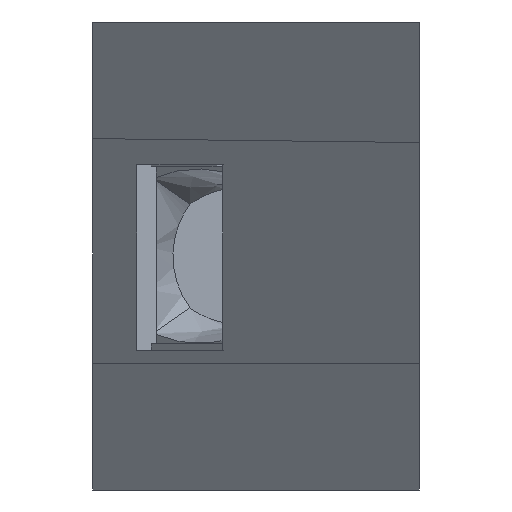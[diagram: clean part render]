
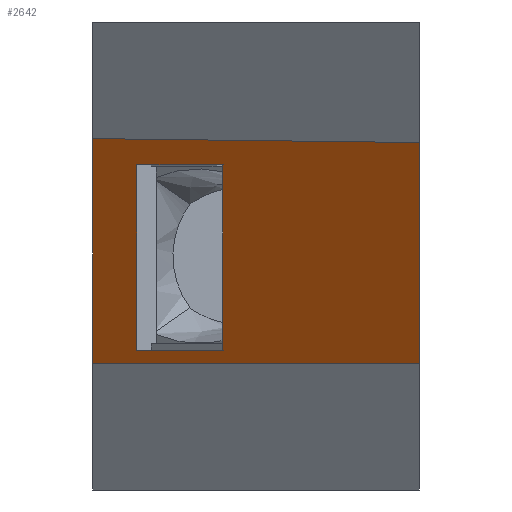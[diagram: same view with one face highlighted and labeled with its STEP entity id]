
A CAD part, left-side view. The second image highlights one B-rep face of the part: STEP entity #2642.
In plain terms, the highlighted planar face has unit normal (-0.707, 0.707, 0).
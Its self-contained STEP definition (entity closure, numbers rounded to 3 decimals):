
#60=FACE_BOUND('',#335,.T.);
#197=FACE_OUTER_BOUND('',#334,.T.);
#334=EDGE_LOOP('',(#2291,#2292,#2293,#2294));
#335=EDGE_LOOP('',(#2295,#2296,#2297,#2298));
#481=LINE('',#3392,#738);
#520=LINE('',#4059,#777);
#523=LINE('',#4066,#780);
#527=LINE('',#4072,#784);
#530=LINE('',#4077,#787);
#665=LINE('',#5797,#922);
#666=LINE('',#5800,#923);
#667=LINE('',#5801,#924);
#738=VECTOR('',#2837,10.);
#777=VECTOR('',#2910,10.);
#780=VECTOR('',#2915,10.);
#784=VECTOR('',#2921,10.);
#787=VECTOR('',#2926,10.);
#922=VECTOR('',#3243,10.);
#923=VECTOR('',#3246,10.);
#924=VECTOR('',#3247,1000.);
#996=VERTEX_POINT('',#3389);
#997=VERTEX_POINT('',#3391);
#1060=VERTEX_POINT('',#4056);
#1061=VERTEX_POINT('',#4058);
#1063=VERTEX_POINT('',#4064);
#1064=VERTEX_POINT('',#4065);
#1209=VERTEX_POINT('',#5795);
#1210=VERTEX_POINT('',#5799);
#1261=EDGE_CURVE('',#996,#997,#481,.T.);
#1339=EDGE_CURVE('',#1061,#1060,#520,.T.);
#1342=EDGE_CURVE('',#1063,#1064,#523,.T.);
#1346=EDGE_CURVE('',#1064,#1061,#527,.T.);
#1349=EDGE_CURVE('',#1060,#1063,#530,.T.);
#1583=EDGE_CURVE('',#997,#1209,#665,.T.);
#1584=EDGE_CURVE('',#1209,#1210,#666,.T.);
#1585=EDGE_CURVE('',#1210,#996,#667,.T.);
#2291=ORIENTED_EDGE('',*,*,#1584,.F.);
#2292=ORIENTED_EDGE('',*,*,#1583,.F.);
#2293=ORIENTED_EDGE('',*,*,#1261,.F.);
#2294=ORIENTED_EDGE('',*,*,#1585,.F.);
#2295=ORIENTED_EDGE('',*,*,#1346,.T.);
#2296=ORIENTED_EDGE('',*,*,#1339,.T.);
#2297=ORIENTED_EDGE('',*,*,#1349,.T.);
#2298=ORIENTED_EDGE('',*,*,#1342,.T.);
#2508=PLANE('',#2797);
#2642=ADVANCED_FACE('',(#197,#60),#2508,.T.);
#2797=AXIS2_PLACEMENT_3D('',#5798,#3244,#3245);
#2837=DIRECTION('',(-0.707,-0.707,-0.009));
#2910=DIRECTION('',(-0.707,-0.707,0.));
#2915=DIRECTION('',(0.707,0.707,0.));
#2921=DIRECTION('',(0.,0.,1.));
#2926=DIRECTION('',(0.,0.,-1.));
#3243=DIRECTION('',(0.,0.,-1.));
#3244=DIRECTION('center_axis',(-0.707,0.707,0.));
#3245=DIRECTION('ref_axis',(-0.707,-0.707,0.));
#3246=DIRECTION('',(0.707,0.707,0.));
#3247=DIRECTION('',(0.,0.,1.));
#3389=CARTESIAN_POINT('',(53.645,55.251,17.791));
#3391=CARTESIAN_POINT('',(6.261,7.867,17.221));
#3392=CARTESIAN_POINT('',(17.309,18.915,17.354));
#4056=CARTESIAN_POINT('',(34.792,36.398,14.));
#4058=CARTESIAN_POINT('',(47.28,48.886,14.));
#4059=CARTESIAN_POINT('',(21.259,22.865,14.));
#4064=CARTESIAN_POINT('',(34.792,36.398,-13.));
#4065=CARTESIAN_POINT('',(47.28,48.886,-13.));
#4066=CARTESIAN_POINT('',(15.015,16.621,-13.));
#4072=CARTESIAN_POINT('',(47.28,48.886,-6.133));
#4077=CARTESIAN_POINT('',(34.792,36.398,7.367));
#5795=CARTESIAN_POINT('',(6.261,7.867,-14.868));
#5797=CARTESIAN_POINT('',(6.261,7.867,0.734));
#5798=CARTESIAN_POINT('Origin',(-4.762,-3.156,0.734));
#5799=CARTESIAN_POINT('',(53.645,55.251,-14.868));
#5800=CARTESIAN_POINT('',(17.409,19.015,-14.868));
#5801=CARTESIAN_POINT('',(53.645,55.251,-33.266));
